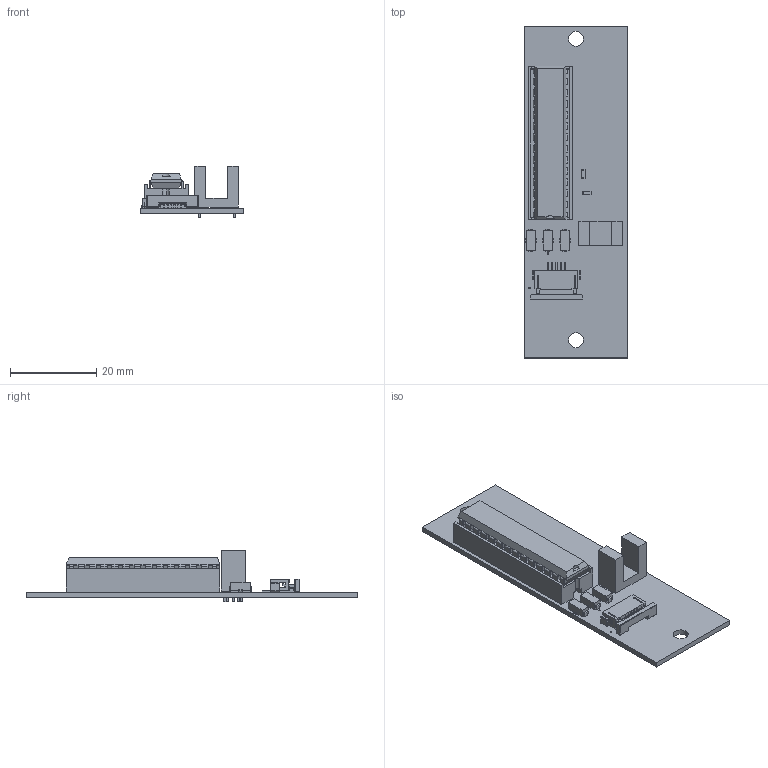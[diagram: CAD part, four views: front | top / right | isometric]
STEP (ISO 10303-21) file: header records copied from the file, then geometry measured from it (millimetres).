
FILE_DESCRIPTION(('PCB Model'),'2;1');
FILE_NAME( 'Codeur.STEP', '2016-11-25T11:40:09',('manuelbreton'),('Unspecified'), 'Open CASCADE STEP processor 6.8','Proteus','Unknown');
FILE_SCHEMA(('AUTOMOTIVE_DESIGN { 1 0 10303 214 1 1 1 1 }'));
Length unit declared in the file: millimetre
Products named in the file (332): Open CASCADE STEP translator 6.8 1; Layer_1; PROC; Open CASCADE STEP translator 6.8 1.2.1; Body_1; Microcontroller_Hub1; FACE; Microcontroller1; R1; Open CASCADE STEP translator 6.8 1.3.1; Pin_1; Pin_2; R2; OPB625; Open CASCADE STEP translator 6.8 1.5.1; J1; Open CASCADE STEP translator 6.8 1.6.1; 522710579; 1; WIRE; CP1; Open CASCADE STEP translator 6.8 1.7.1; Pin_3; CP2; CP3
Assembly tree (334 placements, depth 6):
  Open CASCADE STEP translator 6.8 1
    Layer_1
    PROC
      Open CASCADE STEP translator 6.8 1.2.1
        Body_1
          Microcontroller_Hub1
            FACE
            FACE
            FACE
            FACE
            FACE
            FACE
            FACE
            FACE
            FACE
            FACE
            FACE
            FACE
            FACE
            FACE
            FACE
            FACE
            FACE
            FACE
            FACE
            FACE
            FACE
            FACE
            FACE
            FACE
            FACE
            FACE
            FACE
            FACE
            FACE
            FACE
            FACE
            FACE
          Microcontroller1
            FACE
            FACE
            FACE
            FACE
            FACE
            FACE
            FACE
            FACE
            FACE
            FACE
            FACE
            FACE
            FACE
            FACE
            FACE
            FACE
            FACE
            FACE
            FACE
            FACE
            FACE
Bounding box: 24 x 77.15 x 12.06 mm (x, y, z)
Volume: 2794 mm3; surface area: 7745.9 mm2
Topology: 21 solids, 293 shells, 892 faces, 3678 edges, 3106 vertices
Faces by surface type: plane 499, bspline 211, cylinder 121, revolution 61
Entity records: 43943 total; most frequent: CARTESIAN_POINT 9112, DIRECTION 4921, ORIENTED_EDGE 4796, EDGE_CURVE 3335, VERTEX_POINT 2836, LINE 2570, VECTOR 2570, AXIS2_PLACEMENT_3D 1145
